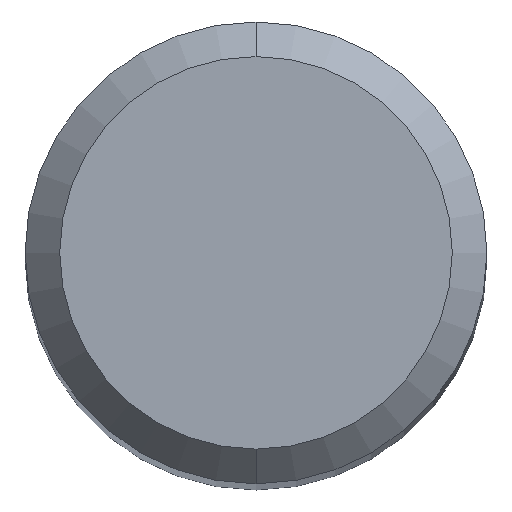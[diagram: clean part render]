
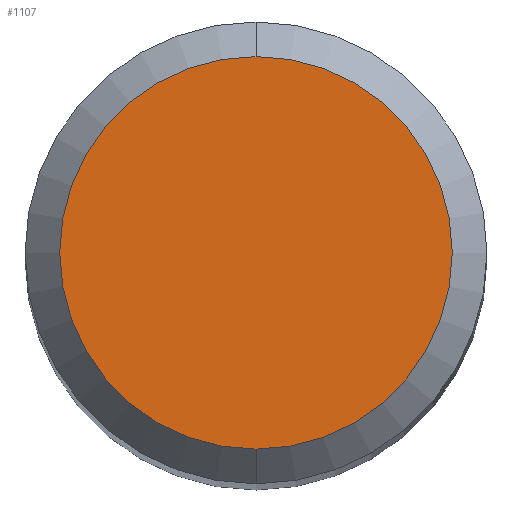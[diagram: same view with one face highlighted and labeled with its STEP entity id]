
A CAD part, top view. The second image highlights one B-rep face of the part: STEP entity #1107.
In plain terms, the highlighted planar face has unit normal (0, 0, 1).
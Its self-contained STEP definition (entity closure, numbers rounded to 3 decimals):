
#561=VERTEX_POINT('',#1400);
#695=VERTEX_POINT('',#1542);
#793=EDGE_CURVE('',#561,#695,#1652,.T.);
#1107=ADVANCED_FACE('',(#1995),#1996,.T.);
#1225=EDGE_CURVE('',#695,#561,#2123,.T.);
#1400=CARTESIAN_POINT('',(0.0,1.7,0.0));
#1542=CARTESIAN_POINT('',(0.,-1.7,0.0));
#1652=CIRCLE('',#3673,1.7);
#1995=FACE_OUTER_BOUND('',#5272,.T.);
#1996=PLANE('',#5273);
#2123=CIRCLE('',#5837,1.7);
#3673=AXIS2_PLACEMENT_3D('',#6305,#6306,#6307);
#5272=EDGE_LOOP('',(#6676,#6677));
#5273=AXIS2_PLACEMENT_3D('',#6678,#6679,#6680);
#5837=AXIS2_PLACEMENT_3D('',#6810,#6811,#6812);
#6305=CARTESIAN_POINT('',(0.0,0.0,0.0));
#6306=DIRECTION('',(0.0,0.0,-1.0));
#6307=DIRECTION('',(0.0,1.0,0.0));
#6676=ORIENTED_EDGE('',*,*,#793,.F.);
#6677=ORIENTED_EDGE('',*,*,#1225,.F.);
#6678=CARTESIAN_POINT('',(0.0,0.85,0.0));
#6679=DIRECTION('',(-0.0,0.0,1.0));
#6680=DIRECTION('',(0.0,-1.0,0.0));
#6810=CARTESIAN_POINT('',(0.0,0.0,0.0));
#6811=DIRECTION('',(0.0,0.0,-1.0));
#6812=DIRECTION('',(0.0,1.0,0.0));
